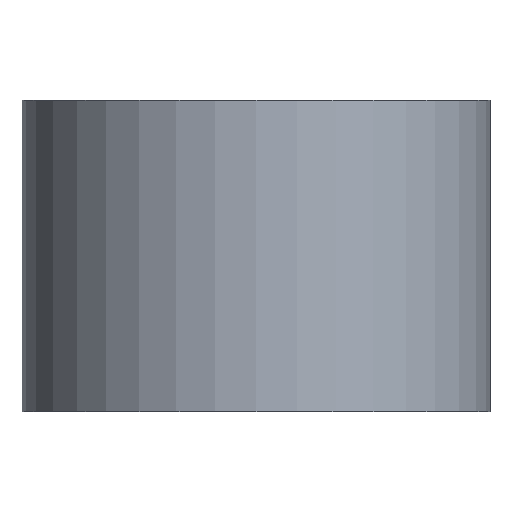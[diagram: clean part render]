
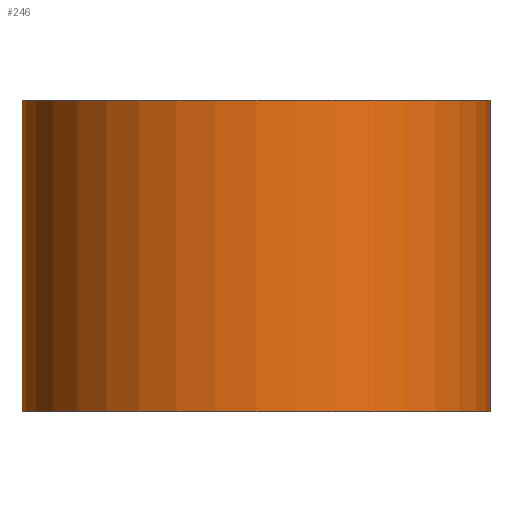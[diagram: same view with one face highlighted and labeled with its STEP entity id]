
A CAD part, front view. The second image highlights one B-rep face of the part: STEP entity #246.
In plain terms, the highlighted cylindrical face has radius 3 mm (diameter 6 mm), a partial arc.
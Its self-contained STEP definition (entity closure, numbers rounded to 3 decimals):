
#1 = EDGE_CURVE ( 'NONE', #214, #218, #100, .T. ) ;
#2 = AXIS2_PLACEMENT_3D ( 'NONE', #176, #174, #180 ) ;
#22 = AXIS2_PLACEMENT_3D ( 'NONE', #184, #166, #164 ) ;
#26 = EDGE_CURVE ( 'NONE', #218, #219, #61, .T. ) ;
#33 = AXIS2_PLACEMENT_3D ( 'NONE', #152, #211, #210 ) ;
#35 = EDGE_CURVE ( 'NONE', #213, #219, #121, .T. ) ;
#39 = EDGE_CURVE ( 'NONE', #214, #213, #98, .T. ) ;
#61 = LINE ( 'NONE', #170, #107 ) ;
#82 = ORIENTED_EDGE ( 'NONE', *, *, #1, .F. ) ;
#83 = CYLINDRICAL_SURFACE ( 'NONE', #2, 3. ) ;
#84 = ORIENTED_EDGE ( 'NONE', *, *, #39, .T. ) ;
#87 = FACE_OUTER_BOUND ( 'NONE', #136, .T. ) ;
#98 = LINE ( 'NONE', #191, #140 ) ;
#100 = CIRCLE ( 'NONE', #33, 3. ) ;
#107 = VECTOR ( 'NONE', #175, 1000. ) ;
#121 = CIRCLE ( 'NONE', #22, 3. ) ;
#130 = ORIENTED_EDGE ( 'NONE', *, *, #35, .T. ) ;
#133 = ORIENTED_EDGE ( 'NONE', *, *, #26, .F. ) ;
#136 = EDGE_LOOP ( 'NONE', ( #133, #82, #84, #130 ) ) ;
#140 = VECTOR ( 'NONE', #199, 1000. ) ;
#152 = CARTESIAN_POINT ( 'NONE',  ( 0., 0., 2. ) ) ;
#153 = CARTESIAN_POINT ( 'NONE',  ( 3., 0., 2. ) ) ;
#155 = CARTESIAN_POINT ( 'NONE',  ( -3., 0., 2. ) ) ;
#164 = DIRECTION ( 'NONE',  ( 1., 0., 0. ) ) ;
#166 = DIRECTION ( 'NONE',  ( 0., 0., 1. ) ) ;
#170 = CARTESIAN_POINT ( 'NONE',  ( 3., 0., 2. ) ) ;
#174 = DIRECTION ( 'NONE',  ( 0., 0., -1. ) ) ;
#175 = DIRECTION ( 'NONE',  ( 0., 0., -1. ) ) ;
#176 = CARTESIAN_POINT ( 'NONE',  ( 0., 0., 2. ) ) ;
#180 = DIRECTION ( 'NONE',  ( -1., 0., 0. ) ) ;
#184 = CARTESIAN_POINT ( 'NONE',  ( 0., 0., -2. ) ) ;
#191 = CARTESIAN_POINT ( 'NONE',  ( -3., 0., 2. ) ) ;
#199 = DIRECTION ( 'NONE',  ( 0., 0., -1. ) ) ;
#203 = CARTESIAN_POINT ( 'NONE',  ( -3., 0., -2. ) ) ;
#210 = DIRECTION ( 'NONE',  ( 1., 0., 0. ) ) ;
#211 = DIRECTION ( 'NONE',  ( 0., 0., 1. ) ) ;
#213 = VERTEX_POINT ( 'NONE', #203 ) ;
#214 = VERTEX_POINT ( 'NONE', #155 ) ;
#218 = VERTEX_POINT ( 'NONE', #153 ) ;
#219 = VERTEX_POINT ( 'NONE', #243 ) ;
#243 = CARTESIAN_POINT ( 'NONE',  ( 3., 0., -2. ) ) ;
#246 = ADVANCED_FACE ( 'NONE', ( #87 ), #83, .T. ) ;
